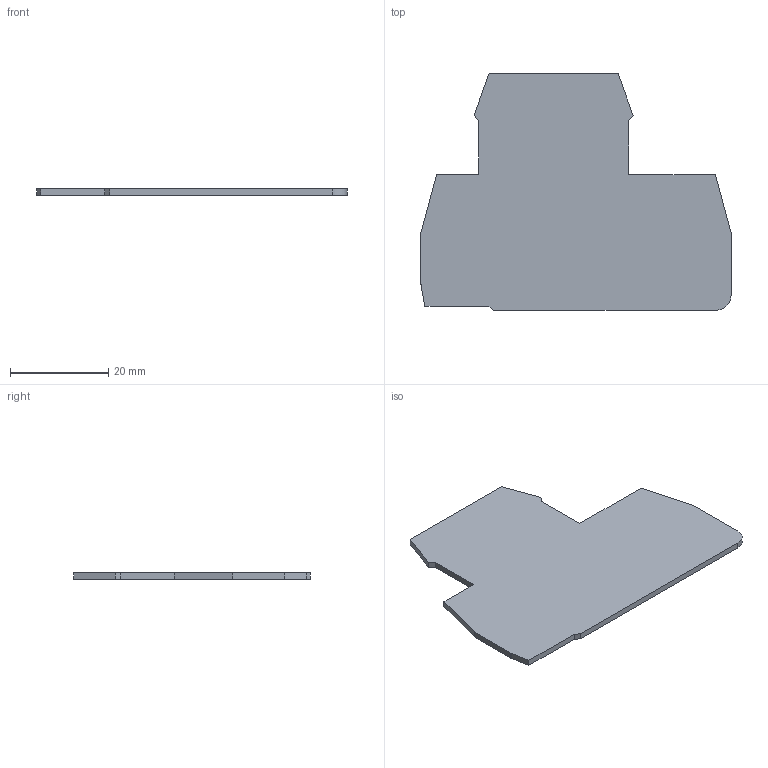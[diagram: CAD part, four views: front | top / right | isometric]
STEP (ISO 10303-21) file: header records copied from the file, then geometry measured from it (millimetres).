
FILE_DESCRIPTION (( 'STEP AP214' ), '1' );
FILE_NAME ('KN-ECD.step', '2015-05-04T11:25:19', ( '' ), ( '' ), 'SwSTEP 2.0', 'SolidWorks 2014', '' );
FILE_SCHEMA (( 'AUTOMOTIVE_DESIGN' ));
Length unit declared in the file: millimetre
Products named in the file (1): KN-ECD
Bounding box: 63.25 x 48.2 x 1.25 mm (x, y, z)
Volume: 2894.9 mm3; surface area: 4897.3 mm2
Topology: 1 solids, 1 shells, 21 faces, 57 edges, 38 vertices
Faces by surface type: plane 19, cylinder 2
Entity records: 689 total; most frequent: CARTESIAN_POINT 117, ORIENTED_EDGE 114, DIRECTION 105, EDGE_CURVE 57, LINE 53, VECTOR 53, VERTEX_POINT 38, AXIS2_PLACEMENT_3D 26
